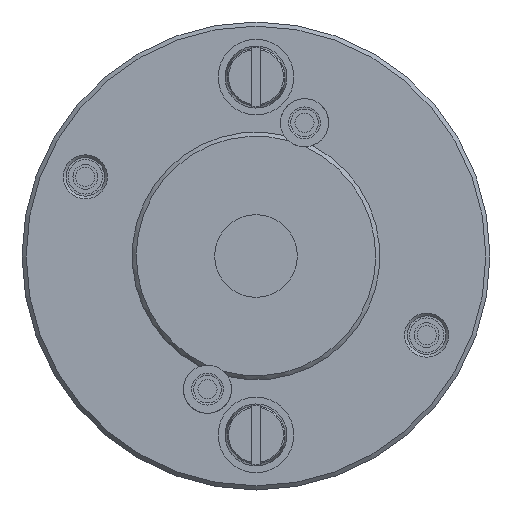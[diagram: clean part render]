
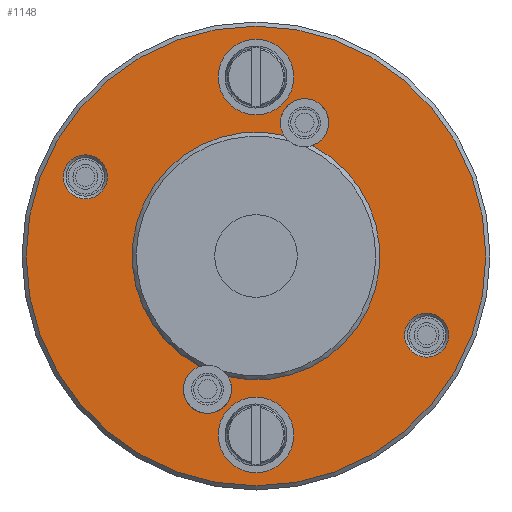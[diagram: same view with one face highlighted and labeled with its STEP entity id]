
A CAD part, left-side view. The second image highlights one B-rep face of the part: STEP entity #1148.
In plain terms, the highlighted planar face has unit normal (-1, 0, 0).
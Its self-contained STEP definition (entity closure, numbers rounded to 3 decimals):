
#32 = EDGE_LOOP ( 'NONE', ( #1549 ) ) ;
#33 = EDGE_LOOP ( 'NONE', ( #1578, #1609, #1625, #1637 ) ) ;
#59 = EDGE_LOOP ( 'NONE', ( #1562 ) ) ;
#70 = CIRCLE ( 'NONE', #75, 16.7 ) ;
#75 = AXIS2_PLACEMENT_3D ( 'NONE', #304, #1233, #2116 ) ;
#87 = CARTESIAN_POINT ( 'NONE',  ( -8.9, 0., 15.75 ) ) ;
#91 = CARTESIAN_POINT ( 'NONE',  ( -8.9, -12.4, -5.75 ) ) ;
#105 = VERTEX_POINT ( 'NONE', #1071 ) ;
#149 = CIRCLE ( 'NONE', #151, 1.6 ) ;
#151 = AXIS2_PLACEMENT_3D ( 'NONE', #91, #1062, #1927 ) ;
#186 = DIRECTION ( 'NONE',  ( -1., 0., 0. ) ) ;
#195 = FACE_BOUND ( 'NONE', #33, .T. ) ;
#304 = CARTESIAN_POINT ( 'NONE',  ( -8.9, 0., 0. ) ) ;
#337 = DIRECTION ( 'NONE',  ( 0., 0., -1. ) ) ;
#338 = EDGE_CURVE ( 'NONE', #1390, #1390, #861, .T. ) ;
#347 = CARTESIAN_POINT ( 'NONE',  ( -8.9, 0., -16.7 ) ) ;
#371 = CARTESIAN_POINT ( 'NONE',  ( -8.9, 0., -13. ) ) ;
#385 = CIRCLE ( 'NONE', #388, 1.75 ) ;
#388 = AXIS2_PLACEMENT_3D ( 'NONE', #666, #1555, #2451 ) ;
#446 = CIRCLE ( 'NONE', #447, 1.75 ) ;
#447 = AXIS2_PLACEMENT_3D ( 'NONE', #950, #1813, #2707 ) ;
#493 = EDGE_CURVE ( 'Defeature ausgef�hrt1_4+Defeature ausgef�hrt1_5+Defeature ausgef�hrt1_62+Defeature ausgef�hrt1_53', #1222, #2713, #1804, .T. ) ;
#507 = CARTESIAN_POINT ( 'NONE',  ( -8.9, 0., 0. ) ) ;
#585 = CIRCLE ( 'NONE', #595, 1.6 ) ;
#595 = AXIS2_PLACEMENT_3D ( 'NONE', #1482, #2371, #337 ) ;
#666 = CARTESIAN_POINT ( 'NONE',  ( -8.9, -3.523, 9.679 ) ) ;
#695 = DIRECTION ( 'NONE',  ( 0., 0., -1. ) ) ;
#861 = CIRCLE ( 'NONE', #1266, 2.75 ) ;
#890 = AXIS2_PLACEMENT_3D ( 'NONE', #2235, #186, #1136 ) ;
#914 = EDGE_LOOP ( 'NONE', ( #1641 ) ) ;
#936 = PLANE ( 'NONE',  #1802 ) ;
#945 = DIRECTION ( 'NONE',  ( 0., 0., -1. ) ) ;
#950 = CARTESIAN_POINT ( 'NONE',  ( -8.9, 3.523, -9.679 ) ) ;
#1062 = DIRECTION ( 'NONE',  ( 1., 0., 0. ) ) ;
#1071 = CARTESIAN_POINT ( 'NONE',  ( -8.9, -12.4, -7.35 ) ) ;
#1136 = DIRECTION ( 'NONE',  ( 0., 0., 1. ) ) ;
#1143 = FACE_OUTER_BOUND ( 'NONE', #914, .T. ) ;
#1148 = ADVANCED_FACE ( 'Defeature ausgef�hrt1_5', ( #1360, #2244, #195, #1143, #2022, #2894 ), #936, .T. ) ;
#1222 = VERTEX_POINT ( 'NONE', #2734 ) ;
#1233 = DIRECTION ( 'NONE',  ( -1., 0., 0. ) ) ;
#1236 = EDGE_CURVE ( 'Defeature ausgef�hrt1_3+Defeature ausgef�hrt1_5+Defeature ausgef�hrt1_53+Defeature ausgef�hrt1_62', #1926, #2314, #1577, .T. ) ;
#1266 = AXIS2_PLACEMENT_3D ( 'NONE', #371, #1299, #2185 ) ;
#1280 = CARTESIAN_POINT ( 'NONE',  ( -8.9, -4.083, 8.021 ) ) ;
#1299 = DIRECTION ( 'NONE',  ( -1., 0., 0. ) ) ;
#1300 = VERTEX_POINT ( 'NONE', #2186 ) ;
#1360 = FACE_BOUND ( 'NONE', #32, .T. ) ;
#1390 = VERTEX_POINT ( 'NONE', #2276 ) ;
#1420 = DIRECTION ( 'NONE',  ( -1., 0., 0. ) ) ;
#1482 = CARTESIAN_POINT ( 'NONE',  ( -8.9, 12.4, 5.75 ) ) ;
#1549 = ORIENTED_EDGE ( 'NONE', *, *, #2684, .T. ) ;
#1555 = DIRECTION ( 'NONE',  ( -1., 0., 0. ) ) ;
#1562 = ORIENTED_EDGE ( 'NONE', *, *, #2342, .T. ) ;
#1577 = CIRCLE ( 'NONE', #1982, 9. ) ;
#1578 = ORIENTED_EDGE ( 'NONE', *, *, #493, .F. ) ;
#1609 = ORIENTED_EDGE ( 'NONE', *, *, #2588, .F. ) ;
#1625 = ORIENTED_EDGE ( 'NONE', *, *, #1236, .F. ) ;
#1637 = ORIENTED_EDGE ( 'NONE', *, *, #2495, .F. ) ;
#1641 = ORIENTED_EDGE ( 'NONE', *, *, #2247, .T. ) ;
#1657 = ORIENTED_EDGE ( 'NONE', *, *, #2078, .F. ) ;
#1762 = ORIENTED_EDGE ( 'NONE', *, *, #338, .F. ) ;
#1764 = EDGE_LOOP ( 'NONE', ( #1762 ) ) ;
#1795 = CARTESIAN_POINT ( 'NONE',  ( -8.9, 0., 0. ) ) ;
#1802 = AXIS2_PLACEMENT_3D ( 'NONE', #1795, #2688, #695 ) ;
#1804 = CIRCLE ( 'NONE', #2077, 9. ) ;
#1813 = DIRECTION ( 'NONE',  ( -1., 0., 0. ) ) ;
#1926 = VERTEX_POINT ( 'NONE', #2164 ) ;
#1927 = DIRECTION ( 'NONE',  ( 0., 0., -1. ) ) ;
#1982 = AXIS2_PLACEMENT_3D ( 'NONE', #507, #1420, #2309 ) ;
#2022 = FACE_BOUND ( 'NONE', #2741, .T. ) ;
#2033 = CARTESIAN_POINT ( 'NONE',  ( -8.9, 0., 0. ) ) ;
#2077 = AXIS2_PLACEMENT_3D ( 'NONE', #2033, #2908, #945 ) ;
#2078 = EDGE_CURVE ( 'NONE', #2146, #2146, #2812, .T. ) ;
#2116 = DIRECTION ( 'NONE',  ( 0., 0., -1. ) ) ;
#2146 = VERTEX_POINT ( 'NONE', #87 ) ;
#2164 = CARTESIAN_POINT ( 'NONE',  ( -8.9, -2.028, 8.768 ) ) ;
#2185 = DIRECTION ( 'NONE',  ( 0., 0., -1. ) ) ;
#2186 = CARTESIAN_POINT ( 'NONE',  ( -8.9, 12.4, 4.15 ) ) ;
#2235 = CARTESIAN_POINT ( 'NONE',  ( -8.9, 0., 13. ) ) ;
#2244 = FACE_BOUND ( 'NONE', #59, .T. ) ;
#2247 = EDGE_CURVE ( 'NONE', #2380, #2380, #70, .T. ) ;
#2276 = CARTESIAN_POINT ( 'NONE',  ( -8.9, 0., -15.75 ) ) ;
#2309 = DIRECTION ( 'NONE',  ( 0., 0., -1. ) ) ;
#2314 = VERTEX_POINT ( 'NONE', #2799 ) ;
#2342 = EDGE_CURVE ( 'NONE', #105, #105, #149, .T. ) ;
#2371 = DIRECTION ( 'NONE',  ( 1., 0., 0. ) ) ;
#2380 = VERTEX_POINT ( 'NONE', #347 ) ;
#2451 = DIRECTION ( 'NONE',  ( 0., 0., -1. ) ) ;
#2495 = EDGE_CURVE ( 'Defeature ausgef�hrt1_53+Defeature ausgef�hrt1_5+Defeature ausgef�hrt1_4+Defeature ausgef�hrt1_3', #2713, #1926, #385, .T. ) ;
#2588 = EDGE_CURVE ( 'Defeature ausgef�hrt1_62+Defeature ausgef�hrt1_5+Defeature ausgef�hrt1_3+Defeature ausgef�hrt1_4', #2314, #1222, #446, .T. ) ;
#2684 = EDGE_CURVE ( 'NONE', #1300, #1300, #585, .T. ) ;
#2688 = DIRECTION ( 'NONE',  ( -1., 0., 0. ) ) ;
#2707 = DIRECTION ( 'NONE',  ( 0., 0., -1. ) ) ;
#2713 = VERTEX_POINT ( 'NONE', #1280 ) ;
#2734 = CARTESIAN_POINT ( 'NONE',  ( -8.9, 2.028, -8.768 ) ) ;
#2741 = EDGE_LOOP ( 'NONE', ( #1657 ) ) ;
#2799 = CARTESIAN_POINT ( 'NONE',  ( -8.9, 4.083, -8.021 ) ) ;
#2812 = CIRCLE ( 'NONE', #890, 2.75 ) ;
#2894 = FACE_BOUND ( 'NONE', #1764, .T. ) ;
#2908 = DIRECTION ( 'NONE',  ( -1., 0., 0. ) ) ;
